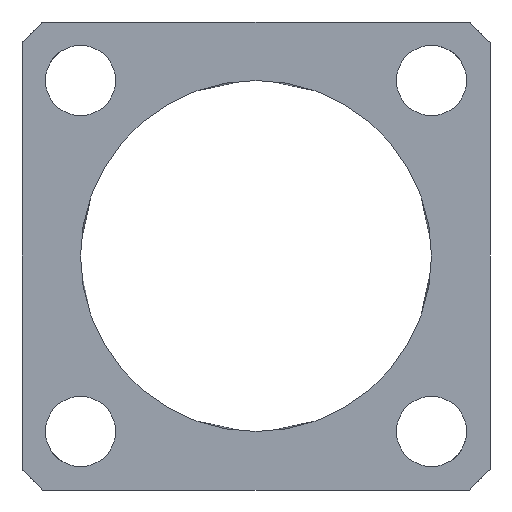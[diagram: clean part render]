
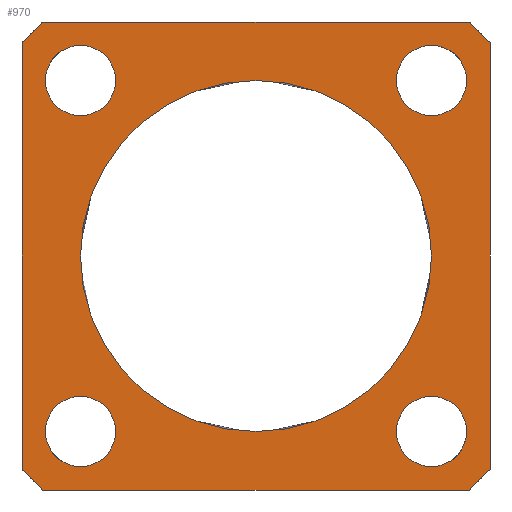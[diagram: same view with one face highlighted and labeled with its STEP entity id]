
A CAD part, front view. The second image highlights one B-rep face of the part: STEP entity #970.
In plain terms, the highlighted planar face has unit normal (0, -1, 0).
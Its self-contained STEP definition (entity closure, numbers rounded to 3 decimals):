
#79=FACE_BOUND('',#287,.T.);
#80=FACE_BOUND('',#288,.T.);
#81=FACE_BOUND('',#289,.T.);
#82=FACE_BOUND('',#290,.T.);
#83=FACE_BOUND('',#291,.T.);
#178=CIRCLE('',#1028,15.);
#179=CIRCLE('',#1029,3.);
#180=CIRCLE('',#1030,3.);
#181=CIRCLE('',#1031,3.);
#182=CIRCLE('',#1032,3.);
#231=FACE_OUTER_BOUND('',#286,.T.);
#286=EDGE_LOOP('',(#686,#687,#688,#689,#690,#691,#692,#693));
#287=EDGE_LOOP('',(#694));
#288=EDGE_LOOP('',(#695));
#289=EDGE_LOOP('',(#696));
#290=EDGE_LOOP('',(#697));
#291=EDGE_LOOP('',(#698));
#440=LINE('',#1393,#464);
#441=LINE('',#1395,#465);
#442=LINE('',#1397,#466);
#443=LINE('',#1399,#467);
#444=LINE('',#1401,#468);
#445=LINE('',#1403,#469);
#446=LINE('',#1405,#470);
#447=LINE('',#1406,#471);
#464=VECTOR('',#1143,36.464);
#465=VECTOR('',#1144,2.5);
#466=VECTOR('',#1145,36.464);
#467=VECTOR('',#1146,2.5);
#468=VECTOR('',#1147,36.464);
#469=VECTOR('',#1148,2.5);
#470=VECTOR('',#1149,36.464);
#471=VECTOR('',#1150,2.5);
#488=VERTEX_POINT('',#1391);
#489=VERTEX_POINT('',#1392);
#490=VERTEX_POINT('',#1394);
#491=VERTEX_POINT('',#1396);
#492=VERTEX_POINT('',#1398);
#493=VERTEX_POINT('',#1400);
#494=VERTEX_POINT('',#1402);
#495=VERTEX_POINT('',#1404);
#496=VERTEX_POINT('',#1407);
#497=VERTEX_POINT('',#1409);
#498=VERTEX_POINT('',#1411);
#499=VERTEX_POINT('',#1413);
#500=VERTEX_POINT('',#1415);
#581=EDGE_CURVE('',#488,#489,#440,.T.);
#582=EDGE_CURVE('',#488,#490,#441,.T.);
#583=EDGE_CURVE('',#491,#490,#442,.T.);
#584=EDGE_CURVE('',#491,#492,#443,.T.);
#585=EDGE_CURVE('',#493,#492,#444,.T.);
#586=EDGE_CURVE('',#493,#494,#445,.T.);
#587=EDGE_CURVE('',#495,#494,#446,.T.);
#588=EDGE_CURVE('',#495,#489,#447,.T.);
#589=EDGE_CURVE('',#496,#496,#178,.T.);
#590=EDGE_CURVE('',#497,#497,#179,.T.);
#591=EDGE_CURVE('',#498,#498,#180,.T.);
#592=EDGE_CURVE('',#499,#499,#181,.T.);
#593=EDGE_CURVE('',#500,#500,#182,.T.);
#686=ORIENTED_EDGE('',*,*,#581,.F.);
#687=ORIENTED_EDGE('',*,*,#582,.T.);
#688=ORIENTED_EDGE('',*,*,#583,.F.);
#689=ORIENTED_EDGE('',*,*,#584,.T.);
#690=ORIENTED_EDGE('',*,*,#585,.F.);
#691=ORIENTED_EDGE('',*,*,#586,.T.);
#692=ORIENTED_EDGE('',*,*,#587,.F.);
#693=ORIENTED_EDGE('',*,*,#588,.T.);
#694=ORIENTED_EDGE('',*,*,#589,.F.);
#695=ORIENTED_EDGE('',*,*,#590,.F.);
#696=ORIENTED_EDGE('',*,*,#591,.F.);
#697=ORIENTED_EDGE('',*,*,#592,.F.);
#698=ORIENTED_EDGE('',*,*,#593,.F.);
#896=PLANE('',#1027);
#970=ADVANCED_FACE('',(#231,#79,#80,#81,#82,#83),#896,.T.);
#1027=AXIS2_PLACEMENT_3D('',#1390,#1141,#1142);
#1028=AXIS2_PLACEMENT_3D('',#1408,#1151,#1152);
#1029=AXIS2_PLACEMENT_3D('',#1410,#1153,#1154);
#1030=AXIS2_PLACEMENT_3D('',#1412,#1155,#1156);
#1031=AXIS2_PLACEMENT_3D('',#1414,#1157,#1158);
#1032=AXIS2_PLACEMENT_3D('',#1416,#1159,#1160);
#1141=DIRECTION('center_axis',(0.,-1.,0.));
#1142=DIRECTION('ref_axis',(0.,0.,-1.));
#1143=DIRECTION('',(-1.,0.,0.));
#1144=DIRECTION('',(0.707,0.,0.707));
#1145=DIRECTION('',(0.,0.,-1.));
#1146=DIRECTION('',(-0.707,0.,0.707));
#1147=DIRECTION('',(1.,0.,0.));
#1148=DIRECTION('',(-0.707,0.,-0.707));
#1149=DIRECTION('',(0.,0.,1.));
#1150=DIRECTION('',(0.707,0.,-0.707));
#1151=DIRECTION('center_axis',(0.,-1.,0.));
#1152=DIRECTION('ref_axis',(0.,0.,-1.));
#1153=DIRECTION('center_axis',(0.,-1.,0.));
#1154=DIRECTION('ref_axis',(0.,0.,-1.));
#1155=DIRECTION('center_axis',(0.,-1.,0.));
#1156=DIRECTION('ref_axis',(0.,0.,-1.));
#1157=DIRECTION('center_axis',(0.,-1.,0.));
#1158=DIRECTION('ref_axis',(0.,0.,-1.));
#1159=DIRECTION('center_axis',(0.,-1.,0.));
#1160=DIRECTION('ref_axis',(0.,0.,-1.));
#1390=CARTESIAN_POINT('Origin',(-744.937,-112.833,795.898));
#1391=CARTESIAN_POINT('',(-746.705,-112.833,757.666));
#1392=CARTESIAN_POINT('',(-783.169,-112.833,757.666));
#1393=CARTESIAN_POINT('',(-746.705,-112.833,757.666));
#1394=CARTESIAN_POINT('',(-744.937,-112.833,759.434));
#1395=CARTESIAN_POINT('',(-746.705,-112.833,757.666));
#1396=CARTESIAN_POINT('',(-744.937,-112.833,795.898));
#1397=CARTESIAN_POINT('',(-744.937,-112.833,795.898));
#1398=CARTESIAN_POINT('',(-746.705,-112.833,797.666));
#1399=CARTESIAN_POINT('',(-744.937,-112.833,795.898));
#1400=CARTESIAN_POINT('',(-783.169,-112.833,797.666));
#1401=CARTESIAN_POINT('',(-783.169,-112.833,797.666));
#1402=CARTESIAN_POINT('',(-784.937,-112.833,795.898));
#1403=CARTESIAN_POINT('',(-783.169,-112.833,797.666));
#1404=CARTESIAN_POINT('',(-784.937,-112.833,759.434));
#1405=CARTESIAN_POINT('',(-784.937,-112.833,759.434));
#1406=CARTESIAN_POINT('',(-784.937,-112.833,759.434));
#1407=CARTESIAN_POINT('',(-764.937,-112.833,792.666));
#1408=CARTESIAN_POINT('Origin',(-764.937,-112.833,777.666));
#1409=CARTESIAN_POINT('',(-779.937,-112.833,765.666));
#1410=CARTESIAN_POINT('Origin',(-779.937,-112.833,762.666));
#1411=CARTESIAN_POINT('',(-749.937,-112.833,765.666));
#1412=CARTESIAN_POINT('Origin',(-749.937,-112.833,762.666));
#1413=CARTESIAN_POINT('',(-749.937,-112.833,795.666));
#1414=CARTESIAN_POINT('Origin',(-749.937,-112.833,792.666));
#1415=CARTESIAN_POINT('',(-779.937,-112.833,795.666));
#1416=CARTESIAN_POINT('Origin',(-779.937,-112.833,792.666));
